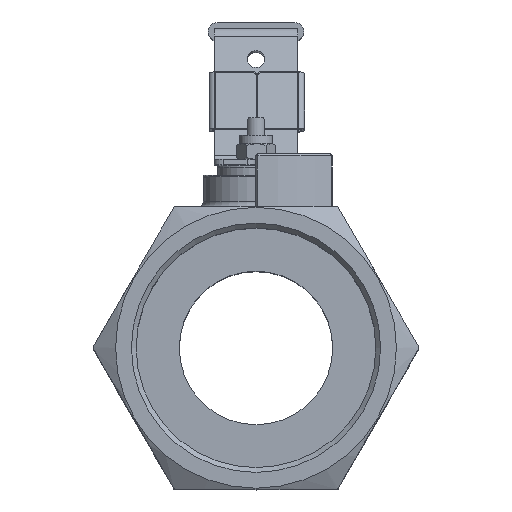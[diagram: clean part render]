
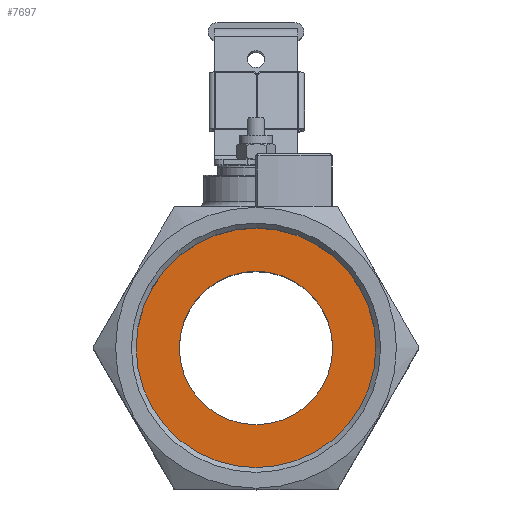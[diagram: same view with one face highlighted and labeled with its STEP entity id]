
A CAD part, top view. The second image highlights one B-rep face of the part: STEP entity #7697.
In plain terms, the highlighted planar face has unit normal (0, 0, 1).
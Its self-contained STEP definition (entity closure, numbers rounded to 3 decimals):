
#64=FACE_BOUND('',#2625,.T.);
#333=PLANE('',#8378);
#2179=FACE_OUTER_BOUND('',#2624,.T.);
#2624=EDGE_LOOP('',(#5899));
#2625=EDGE_LOOP('',(#5900));
#3011=CIRCLE('',#8362,25.);
#3016=CIRCLE('',#8379,16.);
#3411=VERTEX_POINT('',#13168);
#3414=VERTEX_POINT('',#13199);
#4298=EDGE_CURVE('',#3411,#3411,#3011,.T.);
#4307=EDGE_CURVE('',#3414,#3414,#3016,.T.);
#5899=ORIENTED_EDGE('',*,*,#4298,.F.);
#5900=ORIENTED_EDGE('',*,*,#4307,.F.);
#7697=ADVANCED_FACE('',(#2179,#64),#333,.T.);
#8362=AXIS2_PLACEMENT_3D('',#13170,#9429,#9430);
#8378=AXIS2_PLACEMENT_3D('',#13198,#9462,#9463);
#8379=AXIS2_PLACEMENT_3D('',#13200,#9464,#9465);
#9429=DIRECTION('center_axis',(0.,0.,-1.));
#9430=DIRECTION('ref_axis',(1.,0.,0.));
#9462=DIRECTION('center_axis',(0.,0.,1.));
#9463=DIRECTION('ref_axis',(1.,0.,0.));
#9464=DIRECTION('center_axis',(0.,0.,1.));
#9465=DIRECTION('ref_axis',(-1.,0.,0.));
#13168=CARTESIAN_POINT('',(-25.,0.,28.5));
#13170=CARTESIAN_POINT('Origin',(0.,0.,28.5));
#13198=CARTESIAN_POINT('Origin',(0.,0.,28.5));
#13199=CARTESIAN_POINT('',(16.,0.,28.5));
#13200=CARTESIAN_POINT('Origin',(0.,0.,28.5));
